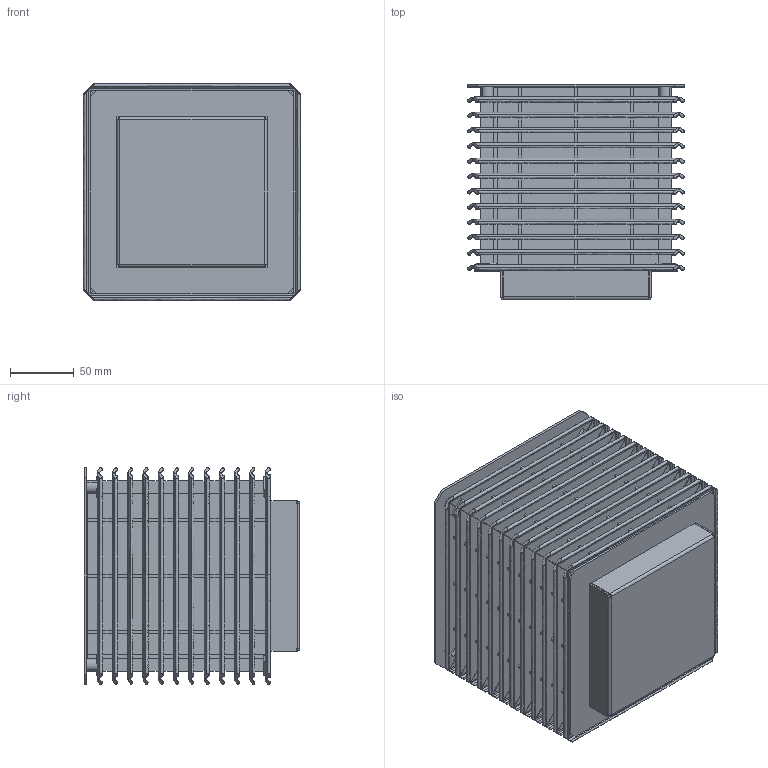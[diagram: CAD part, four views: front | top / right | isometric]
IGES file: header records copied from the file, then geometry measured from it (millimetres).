
Start section: SolidWorks IGES file using analytic representation for surfaces
Global section: file name: 3D SHIRO 17.IGS; native system: SolidWorks 2024; preprocessor: SolidWorks 2024; author: enric.justo; date: 251217.172542; units: millimetre
Bounding box: 170 x 169.1 x 170 mm (x, y, z)
Surface area: 646300.7 mm2 (no closed solid volume)
Topology: 0 solids, 0 shells, 3582 faces, 28352 edges, 28352 vertices
Faces by surface type: bspline 2564, revolution 1018
